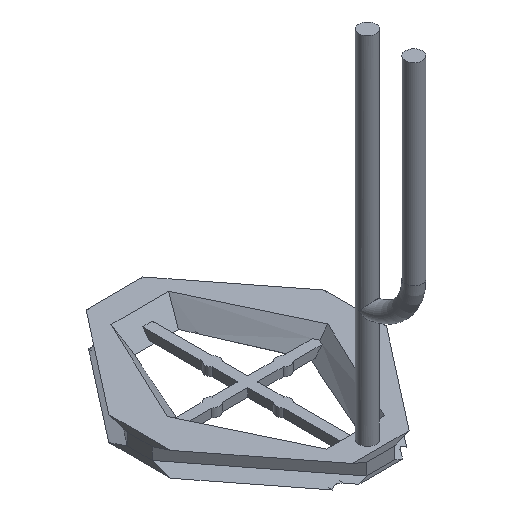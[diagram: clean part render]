
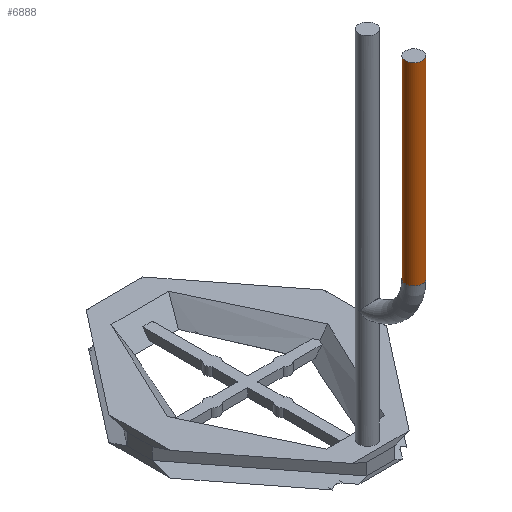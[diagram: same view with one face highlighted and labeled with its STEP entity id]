
A CAD part, isometric view. The second image highlights one B-rep face of the part: STEP entity #6888.
In plain terms, the highlighted cylindrical face has radius 0.762 mm (diameter 1.524 mm), a full revolution.
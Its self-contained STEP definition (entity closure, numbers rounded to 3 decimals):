
#6053 = TOROIDAL_SURFACE('',#6054,4.149,0.762);
#6054 = AXIS2_PLACEMENT_3D('',#6055,#6056,#6057);
#6055 = CARTESIAN_POINT('',(0.,-10.705,16.637));
#6056 = DIRECTION('',(1.,0.,0.));
#6057 = DIRECTION('',(-0.,1.,0.));
#6835 = EDGE_CURVE('',#6836,#6836,#6838,.T.);
#6836 = VERTEX_POINT('',#6837);
#6837 = CARTESIAN_POINT('',(0.762,-14.853,16.637));
#6838 = SURFACE_CURVE('',#6839,(#6844,#6851),.PCURVE_S1.);
#6839 = CIRCLE('',#6840,0.762);
#6840 = AXIS2_PLACEMENT_3D('',#6841,#6842,#6843);
#6841 = CARTESIAN_POINT('',(0.,-14.853,16.637));
#6842 = DIRECTION('',(0.,0.,-1.));
#6843 = DIRECTION('',(1.,0.,0.));
#6844 = PCURVE('',#6053,#6845);
#6845 = DEFINITIONAL_REPRESENTATION('',(#6846),#6850);
#6846 = LINE('',#6847,#6848);
#6847 = CARTESIAN_POINT('',(3.142,7.854));
#6848 = VECTOR('',#6849,1.);
#6849 = DIRECTION('',(-0.,-1.));
#6850 = ( GEOMETRIC_REPRESENTATION_CONTEXT(2) 
PARAMETRIC_REPRESENTATION_CONTEXT() REPRESENTATION_CONTEXT('2D SPACE',''
  ) );
#6851 = PCURVE('',#6852,#6857);
#6852 = CYLINDRICAL_SURFACE('',#6853,0.762);
#6853 = AXIS2_PLACEMENT_3D('',#6854,#6855,#6856);
#6854 = CARTESIAN_POINT('',(0.,-14.853,16.637));
#6855 = DIRECTION('',(0.,0.,-1.));
#6856 = DIRECTION('',(1.,0.,0.));
#6857 = DEFINITIONAL_REPRESENTATION('',(#6858),#6862);
#6858 = LINE('',#6859,#6860);
#6859 = CARTESIAN_POINT('',(0.,-0.));
#6860 = VECTOR('',#6861,1.);
#6861 = DIRECTION('',(1.,0.));
#6862 = ( GEOMETRIC_REPRESENTATION_CONTEXT(2) 
PARAMETRIC_REPRESENTATION_CONTEXT() REPRESENTATION_CONTEXT('2D SPACE',''
  ) );
#6888 = ADVANCED_FACE('',(#6889),#6852,.T.);
#6889 = FACE_BOUND('',#6890,.T.);
#6890 = EDGE_LOOP('',(#6891,#6914,#6915,#6916));
#6891 = ORIENTED_EDGE('',*,*,#6892,.T.);
#6892 = EDGE_CURVE('',#6893,#6836,#6895,.T.);
#6893 = VERTEX_POINT('',#6894);
#6894 = CARTESIAN_POINT('',(0.762,-14.853,33.909));
#6895 = SEAM_CURVE('',#6896,(#6900,#6907),.PCURVE_S1.);
#6896 = LINE('',#6897,#6898);
#6897 = CARTESIAN_POINT('',(0.762,-14.853,16.637));
#6898 = VECTOR('',#6899,1.);
#6899 = DIRECTION('',(0.,0.,-1.));
#6900 = PCURVE('',#6852,#6901);
#6901 = DEFINITIONAL_REPRESENTATION('',(#6902),#6906);
#6902 = LINE('',#6903,#6904);
#6903 = CARTESIAN_POINT('',(6.283,0.));
#6904 = VECTOR('',#6905,1.);
#6905 = DIRECTION('',(0.,1.));
#6906 = ( GEOMETRIC_REPRESENTATION_CONTEXT(2) 
PARAMETRIC_REPRESENTATION_CONTEXT() REPRESENTATION_CONTEXT('2D SPACE',''
  ) );
#6907 = PCURVE('',#6852,#6908);
#6908 = DEFINITIONAL_REPRESENTATION('',(#6909),#6913);
#6909 = LINE('',#6910,#6911);
#6910 = CARTESIAN_POINT('',(0.,0.));
#6911 = VECTOR('',#6912,1.);
#6912 = DIRECTION('',(0.,1.));
#6913 = ( GEOMETRIC_REPRESENTATION_CONTEXT(2) 
PARAMETRIC_REPRESENTATION_CONTEXT() REPRESENTATION_CONTEXT('2D SPACE',''
  ) );
#6914 = ORIENTED_EDGE('',*,*,#6835,.F.);
#6915 = ORIENTED_EDGE('',*,*,#6892,.F.);
#6916 = ORIENTED_EDGE('',*,*,#6917,.F.);
#6917 = EDGE_CURVE('',#6893,#6893,#6918,.T.);
#6918 = SURFACE_CURVE('',#6919,(#6924,#6931),.PCURVE_S1.);
#6919 = CIRCLE('',#6920,0.762);
#6920 = AXIS2_PLACEMENT_3D('',#6921,#6922,#6923);
#6921 = CARTESIAN_POINT('',(0.,-14.853,33.909));
#6922 = DIRECTION('',(0.,0.,1.));
#6923 = DIRECTION('',(1.,0.,-0.));
#6924 = PCURVE('',#6852,#6925);
#6925 = DEFINITIONAL_REPRESENTATION('',(#6926),#6930);
#6926 = LINE('',#6927,#6928);
#6927 = CARTESIAN_POINT('',(6.283,-17.272));
#6928 = VECTOR('',#6929,1.);
#6929 = DIRECTION('',(-1.,-0.));
#6930 = ( GEOMETRIC_REPRESENTATION_CONTEXT(2) 
PARAMETRIC_REPRESENTATION_CONTEXT() REPRESENTATION_CONTEXT('2D SPACE',''
  ) );
#6931 = PCURVE('',#6932,#6937);
#6932 = PLANE('',#6933);
#6933 = AXIS2_PLACEMENT_3D('',#6934,#6935,#6936);
#6934 = CARTESIAN_POINT('',(0.,-14.853,33.909));
#6935 = DIRECTION('',(0.,0.,1.));
#6936 = DIRECTION('',(1.,0.,-0.));
#6937 = DEFINITIONAL_REPRESENTATION('',(#6938),#6942);
#6938 = CIRCLE('',#6939,0.762);
#6939 = AXIS2_PLACEMENT_2D('',#6940,#6941);
#6940 = CARTESIAN_POINT('',(0.,0.));
#6941 = DIRECTION('',(1.,0.));
#6942 = ( GEOMETRIC_REPRESENTATION_CONTEXT(2) 
PARAMETRIC_REPRESENTATION_CONTEXT() REPRESENTATION_CONTEXT('2D SPACE',''
  ) );
